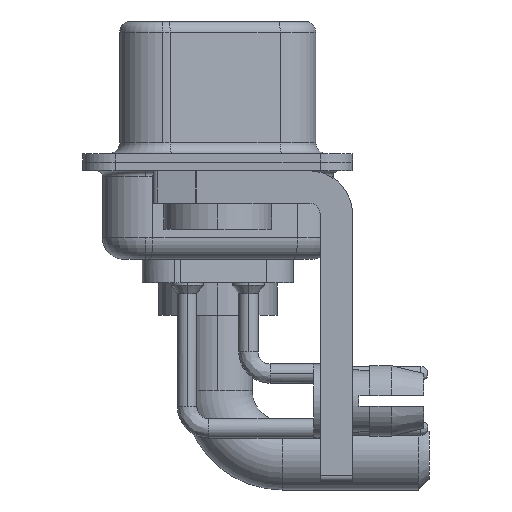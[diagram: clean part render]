
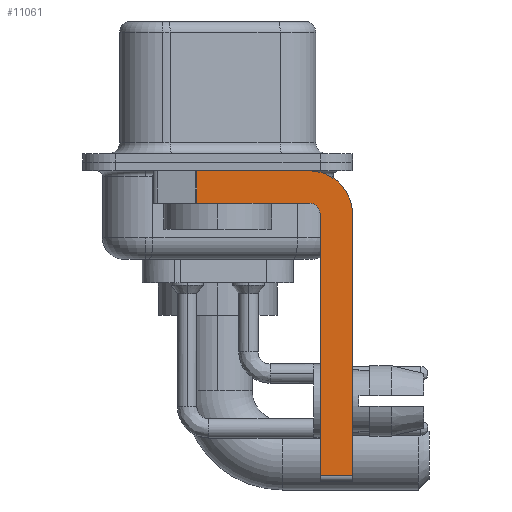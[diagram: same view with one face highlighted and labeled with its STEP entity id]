
A CAD part, left-side view. The second image highlights one B-rep face of the part: STEP entity #11061.
In plain terms, the highlighted planar face has unit normal (-1, 0, 0).
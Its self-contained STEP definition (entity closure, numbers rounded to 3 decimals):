
#444 = DIRECTION ( 'NONE',  ( 0., 0., 1. ) ) ;
#722 = EDGE_CURVE ( 'NONE', #21154, #4363, #15069, .T. ) ;
#756 = PLANE ( 'NONE',  #21658 ) ;
#835 = CARTESIAN_POINT ( 'NONE',  ( -2.9, -4.25, -14.55 ) ) ;
#1065 = EDGE_CURVE ( 'NONE', #18085, #1134, #8060, .T. ) ;
#1134 = VERTEX_POINT ( 'NONE', #12512 ) ;
#1340 = CARTESIAN_POINT ( 'NONE',  ( -2.9, -4.75, -14.55 ) ) ;
#2463 = CARTESIAN_POINT ( 'NONE',  ( -2.9, -6.25, -14.55 ) ) ;
#2642 = CARTESIAN_POINT ( 'NONE',  ( -2.9, -4.25, -1.9 ) ) ;
#2843 = EDGE_LOOP ( 'NONE', ( #15811, #3441, #15812, #4288, #18773, #20118, #18876, #10900 ) ) ;
#3346 = DIRECTION ( 'NONE',  ( 0., 0., -1. ) ) ;
#3354 = AXIS2_PLACEMENT_3D ( 'NONE', #14460, #17600, #9349 ) ;
#3412 = LINE ( 'NONE', #15297, #3624 ) ;
#3427 = EDGE_CURVE ( 'NONE', #10368, #3866, #4354, .T. ) ;
#3441 = ORIENTED_EDGE ( 'NONE', *, *, #10114, .T. ) ;
#3526 = DIRECTION ( 'NONE',  ( 0., 0., -1. ) ) ;
#3624 = VECTOR ( 'NONE', #3526, 1000. ) ;
#3737 = DIRECTION ( 'NONE',  ( 0., 0., -1. ) ) ;
#3866 = VERTEX_POINT ( 'NONE', #2463 ) ;
#4288 = ORIENTED_EDGE ( 'NONE', *, *, #15022, .F. ) ;
#4354 = LINE ( 'NONE', #835, #19051 ) ;
#4363 = VERTEX_POINT ( 'NONE', #8048 ) ;
#5460 = AXIS2_PLACEMENT_3D ( 'NONE', #11504, #16536, #18332 ) ;
#5497 = EDGE_CURVE ( 'NONE', #10368, #10211, #12380, .T. ) ;
#5522 = FACE_OUTER_BOUND ( 'NONE', #2843, .T. ) ;
#5861 = CARTESIAN_POINT ( 'NONE',  ( -2.9, -4.75, -14.8 ) ) ;
#6157 = DIRECTION ( 'NONE',  ( 0., -1., 0. ) ) ;
#6383 = VERTEX_POINT ( 'NONE', #14096 ) ;
#6410 = CARTESIAN_POINT ( 'NONE',  ( -2.9, 3., -0.4 ) ) ;
#7256 = CIRCLE ( 'NONE', #3354, 2. ) ;
#7411 = VECTOR ( 'NONE', #444, 1000. ) ;
#8048 = CARTESIAN_POINT ( 'NONE',  ( -2.9, 0.978, -1.9 ) ) ;
#8060 = LINE ( 'NONE', #6410, #10432 ) ;
#8556 = CARTESIAN_POINT ( 'NONE',  ( -2.9, -4.75, -2.4 ) ) ;
#8662 = LINE ( 'NONE', #13438, #15618 ) ;
#9161 = CARTESIAN_POINT ( 'NONE',  ( -2.9, -4.25, -2.4 ) ) ;
#9349 = DIRECTION ( 'NONE',  ( 0., 0., -1. ) ) ;
#9683 = CIRCLE ( 'NONE', #5460, 0.5 ) ;
#10114 = EDGE_CURVE ( 'NONE', #18085, #4363, #8662, .T. ) ;
#10211 = VERTEX_POINT ( 'NONE', #8556 ) ;
#10368 = VERTEX_POINT ( 'NONE', #1340 ) ;
#10432 = VECTOR ( 'NONE', #13039, 1000. ) ;
#10900 = ORIENTED_EDGE ( 'NONE', *, *, #16279, .F. ) ;
#11061 = ADVANCED_FACE ( 'NONE', ( #5522 ), #756, .F. ) ;
#11504 = CARTESIAN_POINT ( 'NONE',  ( -2.9, -4.25, -2.4 ) ) ;
#12181 = EDGE_CURVE ( 'NONE', #6383, #3866, #3412, .T. ) ;
#12380 = LINE ( 'NONE', #5861, #7411 ) ;
#12512 = CARTESIAN_POINT ( 'NONE',  ( -2.9, -4.25, -0.4 ) ) ;
#13039 = DIRECTION ( 'NONE',  ( 0., -1., 0. ) ) ;
#13438 = CARTESIAN_POINT ( 'NONE',  ( -2.9, 0.978, -1.9 ) ) ;
#14096 = CARTESIAN_POINT ( 'NONE',  ( -2.9, -6.25, -2.4 ) ) ;
#14162 = DIRECTION ( 'NONE',  ( 1., 0., 0. ) ) ;
#14460 = CARTESIAN_POINT ( 'NONE',  ( -2.9, -4.25, -2.4 ) ) ;
#15022 = EDGE_CURVE ( 'NONE', #10211, #21154, #9683, .T. ) ;
#15069 = LINE ( 'NONE', #16523, #18116 ) ;
#15297 = CARTESIAN_POINT ( 'NONE',  ( -2.9, -6.25, -2.4 ) ) ;
#15618 = VECTOR ( 'NONE', #3346, 1000. ) ;
#15811 = ORIENTED_EDGE ( 'NONE', *, *, #1065, .F. ) ;
#15812 = ORIENTED_EDGE ( 'NONE', *, *, #722, .F. ) ;
#16279 = EDGE_CURVE ( 'NONE', #1134, #6383, #7256, .T. ) ;
#16523 = CARTESIAN_POINT ( 'NONE',  ( -2.9, -4.25, -1.9 ) ) ;
#16536 = DIRECTION ( 'NONE',  ( -1., 0., 0. ) ) ;
#17600 = DIRECTION ( 'NONE',  ( 1., 0., 0. ) ) ;
#17793 = CARTESIAN_POINT ( 'NONE',  ( -2.9, 0.978, -0.4 ) ) ;
#18085 = VERTEX_POINT ( 'NONE', #17793 ) ;
#18116 = VECTOR ( 'NONE', #21838, 1000. ) ;
#18332 = DIRECTION ( 'NONE',  ( 0., 0., 1. ) ) ;
#18773 = ORIENTED_EDGE ( 'NONE', *, *, #5497, .F. ) ;
#18876 = ORIENTED_EDGE ( 'NONE', *, *, #12181, .F. ) ;
#19051 = VECTOR ( 'NONE', #6157, 1000. ) ;
#20118 = ORIENTED_EDGE ( 'NONE', *, *, #3427, .T. ) ;
#21154 = VERTEX_POINT ( 'NONE', #2642 ) ;
#21658 = AXIS2_PLACEMENT_3D ( 'NONE', #9161, #14162, #3737 ) ;
#21838 = DIRECTION ( 'NONE',  ( 0., 1., 0. ) ) ;
